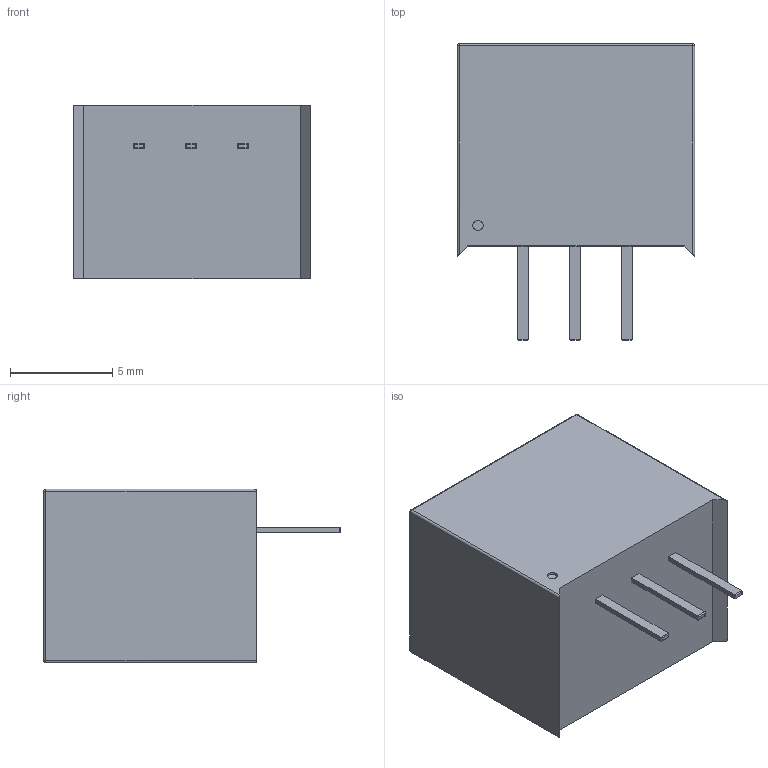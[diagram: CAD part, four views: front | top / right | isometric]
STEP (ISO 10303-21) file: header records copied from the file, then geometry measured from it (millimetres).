
FILE_DESCRIPTION (( 'STEP AP214' ), '1' );
FILE_NAME ('R-78E.STEP', '2015-05-26T16:57:52', ( '' ), ( '' ), 'SwSTEP 2.0', 'SolidWorks 2014', '' );
FILE_SCHEMA (( 'AUTOMOTIVE_DESIGN' ));
Length unit declared in the file: millimetre
Products named in the file (1): R-78E
Bounding box: 11.6 x 14.5 x 8.5 mm (x, y, z)
Volume: 978.9 mm3; surface area: 624.8 mm2
Topology: 1 solids, 1 shells, 50 faces, 112 edges, 64 vertices
Faces by surface type: plane 24, cylinder 22, sphere 4
Entity records: 1900 total; most frequent: CARTESIAN_POINT 271, ORIENTED_EDGE 216, DIRECTION 210, EDGE_CURVE 108, LINE 76, VECTOR 76, AXIS2_PLACEMENT_3D 67, VERTEX_POINT 64
